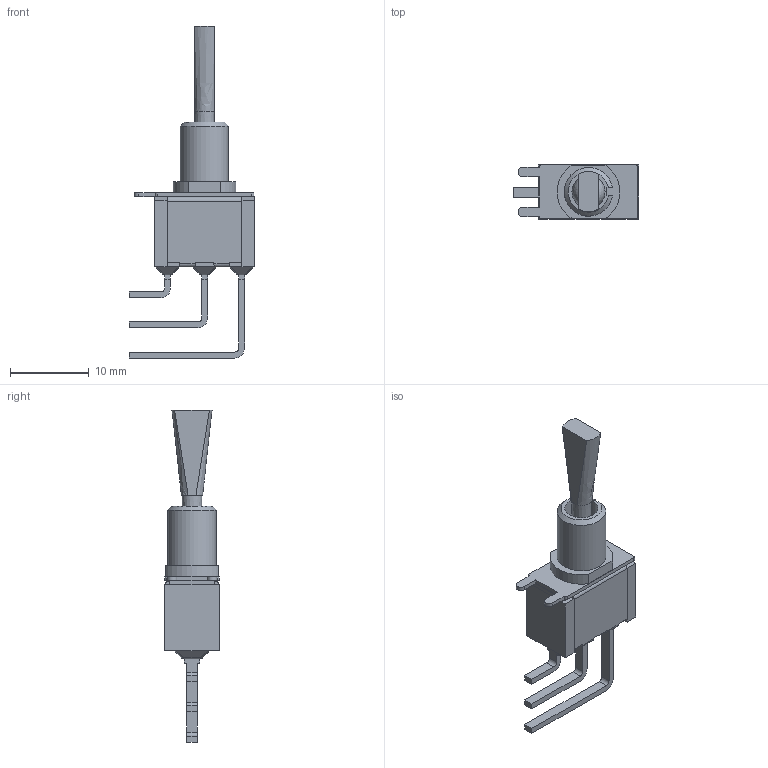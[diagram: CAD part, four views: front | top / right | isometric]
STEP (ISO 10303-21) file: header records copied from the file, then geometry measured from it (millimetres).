
FILE_DESCRIPTION(/* description */ (''),/* implementation_level */ '2;1');
FILE_NAME(/* name */ '100SPxT6B12M7xE.stp',/* time_stamp */ '2025-05-01T09:54:25-05:00',/* author */ ('mroman'),/* organization */ (''),/* preprocessor_version */ 'ST-DEVELOPER v18.1',/* originating_system */ 'Autodesk Inventor 2022',/* authorisation */ '');
FILE_SCHEMA (('AUTOMOTIVE_DESIGN { 1 0 10303 214 3 1 1 }'));
Length unit declared in the file: inch
Products named in the file (1): 100SPxT6B12M7xE
Bounding box: 15.88 x 6.86 x 42.14 mm (x, y, z)
Volume: 1212 mm3; surface area: 1324.1 mm2
Topology: 2 solids, 8 shells, 260 faces, 650 edges, 392 vertices
Faces by surface type: plane 187, cylinder 55, sphere 14, bspline 2, cone 2
Full cylindrical faces by diameter (mm): 4.2 x2
Entity records: 7594 total; most frequent: CARTESIAN_POINT 1357, DIRECTION 1284, ORIENTED_EDGE 1274, EDGE_CURVE 637, LINE 498, VECTOR 498, AXIS2_PLACEMENT_3D 393, VERTEX_POINT 392
